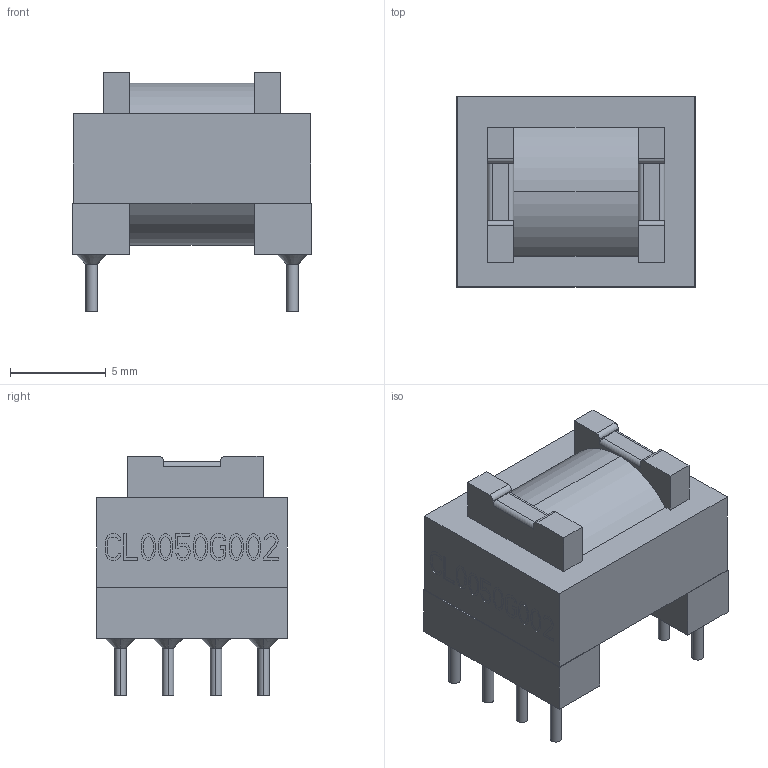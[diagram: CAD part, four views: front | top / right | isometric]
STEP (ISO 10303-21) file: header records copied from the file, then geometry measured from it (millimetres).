
FILE_DESCRIPTION (( 'STEP AP214' ), '1' );
FILE_NAME ('User Library-ee10-1.STEP', '2022-02-24T22:22:33', ( '' ), ( '' ), 'SwSTEP 2.0', 'SolidWorks 2021', '' );
FILE_SCHEMA (( 'AUTOMOTIVE_DESIGN' ));
Length unit declared in the file: millimetre
Products named in the file (1): User Library-ee10-1
Bounding box: 12.5 x 10 x 12.55 mm (x, y, z)
Volume: 854.4 mm3; surface area: 858.2 mm2
Topology: 1 solids, 1 shells, 503 faces, 1403 edges, 926 vertices
Faces by surface type: plane 460, cylinder 27, cone 16
Entity records: 16488 total; most frequent: CARTESIAN_POINT 2833, ORIENTED_EDGE 2806, DIRECTION 2485, EDGE_CURVE 1403, VECTOR 1329, LINE 1329, VERTEX_POINT 926, AXIS2_PLACEMENT_3D 578
